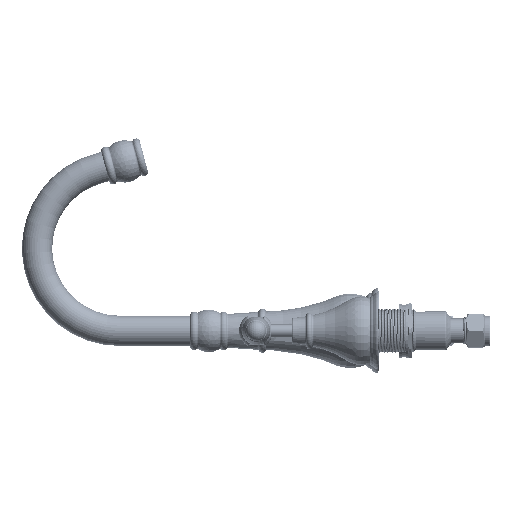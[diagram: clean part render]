
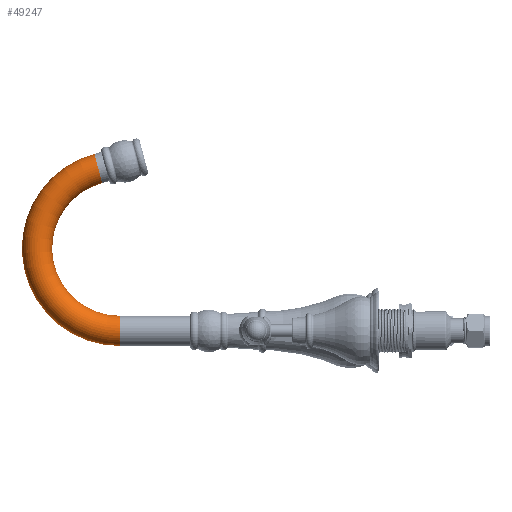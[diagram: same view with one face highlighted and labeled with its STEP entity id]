
A CAD part, left-side view. The second image highlights one B-rep face of the part: STEP entity #49247.
In plain terms, the highlighted toroidal (fillet/blend) face has major radius 60 mm and minor radius 11 mm.
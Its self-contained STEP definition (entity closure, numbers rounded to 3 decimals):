
#4782 = DIRECTION ( 'NONE',  ( 0.259, -0.966, 0. ) ) ;
#6035 = DIRECTION ( 'NONE',  ( 0., 0., 1. ) ) ;
#6339 = CIRCLE ( 'NONE', #50058, 49. ) ;
#8633 = EDGE_CURVE ( 'NONE', #29029, #74657, #63755, .T. ) ;
#9894 = TOROIDAL_SURFACE ( 'NONE', #24454, 60., 11. ) ;
#12337 = EDGE_CURVE ( 'NONE', #69828, #61510, #6339, .T. ) ;
#12761 = CARTESIAN_POINT ( 'NONE',  ( 117.956, 68.529, 0. ) ) ;
#19909 = DIRECTION ( 'NONE',  ( 0., 0., -1. ) ) ;
#24136 = AXIS2_PLACEMENT_3D ( 'NONE', #71576, #45330, #88199 ) ;
#24454 = AXIS2_PLACEMENT_3D ( 'NONE', #72940, #19909, #107814 ) ;
#24694 = CARTESIAN_POINT ( 'NONE',  ( 60., 53., 0. ) ) ;
#24872 = DIRECTION ( 'NONE',  ( 0., 1., 0. ) ) ;
#29029 = VERTEX_POINT ( 'NONE', #108064 ) ;
#29882 = DIRECTION ( 'NONE',  ( 0., 0., 1. ) ) ;
#33402 = CARTESIAN_POINT ( 'NONE',  ( 0., 53., 0. ) ) ;
#34715 = DIRECTION ( 'NONE',  ( 0., 0., 1. ) ) ;
#38900 = ORIENTED_EDGE ( 'NONE', *, *, #59928, .F. ) ;
#44043 = DIRECTION ( 'NONE',  ( 0., 0., -1. ) ) ;
#44263 = CIRCLE ( 'NONE', #24136, 71. ) ;
#45330 = DIRECTION ( 'NONE',  ( 0., 0., -1. ) ) ;
#49247 = ADVANCED_FACE ( 'NONE', ( #55827 ), #9894, .T. ) ;
#50058 = AXIS2_PLACEMENT_3D ( 'NONE', #24694, #44043, #86930 ) ;
#54086 = CARTESIAN_POINT ( 'NONE',  ( 0., 53., 0. ) ) ;
#54587 = CIRCLE ( 'NONE', #109404, 11. ) ;
#55827 = FACE_OUTER_BOUND ( 'NONE', #63971, .T. ) ;
#59778 = ORIENTED_EDGE ( 'NONE', *, *, #77844, .F. ) ;
#59928 = EDGE_CURVE ( 'NONE', #72252, #61510, #65870, .T. ) ;
#60736 = CARTESIAN_POINT ( 'NONE',  ( 128.581, 71.376, 0. ) ) ;
#61510 = VERTEX_POINT ( 'NONE', #106626 ) ;
#63755 = CIRCLE ( 'NONE', #82059, 11. ) ;
#63971 = EDGE_LOOP ( 'NONE', ( #59778, #111969, #103635, #109555, #38900 ) ) ;
#65870 = CIRCLE ( 'NONE', #100633, 11. ) ;
#69828 = VERTEX_POINT ( 'NONE', #83455 ) ;
#71576 = CARTESIAN_POINT ( 'NONE',  ( 60., 53., 0. ) ) ;
#72252 = VERTEX_POINT ( 'NONE', #60736 ) ;
#72940 = CARTESIAN_POINT ( 'NONE',  ( 60., 53., 0. ) ) ;
#74657 = VERTEX_POINT ( 'NONE', #75246 ) ;
#75246 = CARTESIAN_POINT ( 'NONE',  ( 0., 53., 11. ) ) ;
#77844 = EDGE_CURVE ( 'NONE', #29029, #72252, #44263, .T. ) ;
#82059 = AXIS2_PLACEMENT_3D ( 'NONE', #33402, #24872, #6035 ) ;
#83455 = CARTESIAN_POINT ( 'NONE',  ( 11., 53., 0. ) ) ;
#86930 = DIRECTION ( 'NONE',  ( -1., 0., 0. ) ) ;
#88199 = DIRECTION ( 'NONE',  ( -1., 0., 0. ) ) ;
#100633 = AXIS2_PLACEMENT_3D ( 'NONE', #12761, #4782, #29882 ) ;
#101619 = EDGE_CURVE ( 'NONE', #74657, #69828, #54587, .T. ) ;
#103635 = ORIENTED_EDGE ( 'NONE', *, *, #101619, .T. ) ;
#104977 = DIRECTION ( 'NONE',  ( 0., 1., 0. ) ) ;
#106626 = CARTESIAN_POINT ( 'NONE',  ( 107.33, 65.682, 0. ) ) ;
#107814 = DIRECTION ( 'NONE',  ( -1., 0., 0. ) ) ;
#108064 = CARTESIAN_POINT ( 'NONE',  ( -11., 53., 0. ) ) ;
#109404 = AXIS2_PLACEMENT_3D ( 'NONE', #54086, #104977, #34715 ) ;
#109555 = ORIENTED_EDGE ( 'NONE', *, *, #12337, .T. ) ;
#111969 = ORIENTED_EDGE ( 'NONE', *, *, #8633, .T. ) ;
